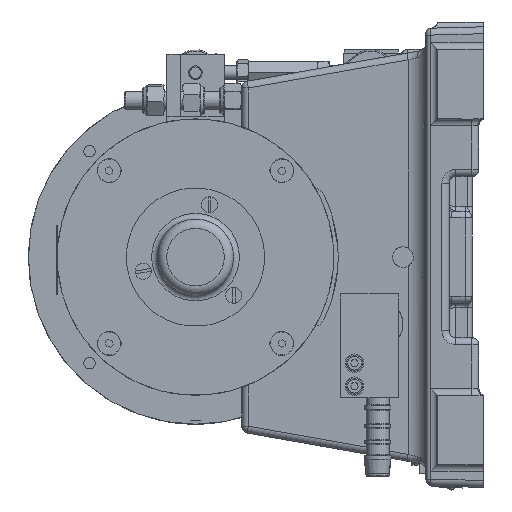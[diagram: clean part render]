
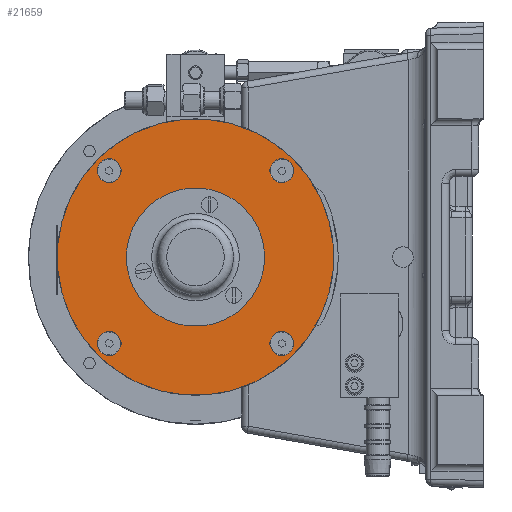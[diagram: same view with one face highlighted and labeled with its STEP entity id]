
A CAD part, left-side view. The second image highlights one B-rep face of the part: STEP entity #21659.
In plain terms, the highlighted planar face has unit normal (-1, 0, 0).
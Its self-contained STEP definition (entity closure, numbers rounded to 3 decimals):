
#5158 = EDGE_LOOP ( 'NONE', ( #12963 ) ) ;
#5160 = EDGE_LOOP ( 'NONE', ( #12962 ) ) ;
#5165 = EDGE_LOOP ( 'NONE', ( #12964 ) ) ;
#5166 = EDGE_LOOP ( 'NONE', ( #12965 ) ) ;
#5168 = EDGE_LOOP ( 'NONE', ( #12966 ) ) ;
#5170 = EDGE_LOOP ( 'NONE', ( #12967 ) ) ;
#5171 = EDGE_LOOP ( 'NONE', ( #12968 ) ) ;
#5173 = EDGE_LOOP ( 'NONE', ( #12969 ) ) ;
#5175 = EDGE_LOOP ( 'NONE', ( #12970 ) ) ;
#10083 = AXIS2_PLACEMENT_3D ( 'NONE', #44504, #44506, #44507 ) ;
#10086 = AXIS2_PLACEMENT_3D ( 'NONE', #44526, #44527, #44529 ) ;
#10089 = AXIS2_PLACEMENT_3D ( 'NONE', #44547, #44549, #44551 ) ;
#10092 = AXIS2_PLACEMENT_3D ( 'NONE', #44569, #44570, #44571 ) ;
#10099 = AXIS2_PLACEMENT_3D ( 'NONE', #44590, #44591, #44592 ) ;
#10100 = AXIS2_PLACEMENT_3D ( 'NONE', #44593, #44594, #44595 ) ;
#10101 = AXIS2_PLACEMENT_3D ( 'NONE', #44596, #44597, #44598 ) ;
#10102 = AXIS2_PLACEMENT_3D ( 'NONE', #44599, #44600, #44601 ) ;
#10103 = AXIS2_PLACEMENT_3D ( 'NONE', #44602, #44603, #44604 ) ;
#10677 = FACE_BOUND ( 'NONE', #5166, .T. ) ;
#10679 = FACE_BOUND ( 'NONE', #5170, .T. ) ;
#10680 = FACE_BOUND ( 'NONE', #5158, .T. ) ;
#10681 = FACE_BOUND ( 'NONE', #5160, .T. ) ;
#10683 = FACE_BOUND ( 'NONE', #5165, .T. ) ;
#10684 = FACE_BOUND ( 'NONE', #5168, .T. ) ;
#10686 = FACE_BOUND ( 'NONE', #5171, .T. ) ;
#10687 = FACE_OUTER_BOUND ( 'NONE', #5173, .T. ) ;
#10688 = FACE_BOUND ( 'NONE', #5175, .T. ) ;
#12962 = ORIENTED_EDGE ( 'NONE', *, *, #76666, .T. ) ;
#12963 = ORIENTED_EDGE ( 'NONE', *, *, #76667, .T. ) ;
#12964 = ORIENTED_EDGE ( 'NONE', *, *, #76668, .T. ) ;
#12965 = ORIENTED_EDGE ( 'NONE', *, *, #76665, .F. ) ;
#12966 = ORIENTED_EDGE ( 'NONE', *, *, #76649, .F. ) ;
#12967 = ORIENTED_EDGE ( 'NONE', *, *, #76652, .F. ) ;
#12968 = ORIENTED_EDGE ( 'NONE', *, *, #76655, .F. ) ;
#12969 = ORIENTED_EDGE ( 'NONE', *, *, #76658, .T. ) ;
#12970 = ORIENTED_EDGE ( 'NONE', *, *, #76669, .F. ) ;
#21659 = ADVANCED_FACE ( 'NONE', ( #10681, #10680, #10683, #10677, #10684, #10679, #10686, #10687, #10688 ), #60194, .T. ) ;
#22292 = CARTESIAN_POINT ( 'NONE',  ( -93., 170.426, -42.426 ) ) ;
#22299 = CARTESIAN_POINT ( 'NONE',  ( -93., 169.154, -41.154 ) ) ;
#22300 = CARTESIAN_POINT ( 'NONE',  ( -93., 148.755, -4.138 ) ) ;
#22301 = CARTESIAN_POINT ( 'NONE',  ( -93., 119.973, 24.644 ) ) ;
#22302 = CARTESIAN_POINT ( 'NONE',  ( -93., 109.438, -14.672 ) ) ;
#22303 = CARTESIAN_POINT ( 'NONE',  ( -93., 137.546, -9.546 ) ) ;
#44504 = CARTESIAN_POINT ( 'NONE',  ( -93., 165.477, 37.477 ) ) ;
#44506 = DIRECTION ( 'NONE',  ( -1., 0., 0. ) ) ;
#44507 = DIRECTION ( 'NONE',  ( 0., 0.707, -0.707 ) ) ;
#44526 = CARTESIAN_POINT ( 'NONE',  ( -93., 90.523, 37.477 ) ) ;
#44527 = DIRECTION ( 'NONE',  ( -1., 0., 0. ) ) ;
#44529 = DIRECTION ( 'NONE',  ( 0., 0.707, -0.707 ) ) ;
#44547 = CARTESIAN_POINT ( 'NONE',  ( -93., 90.523, -37.477 ) ) ;
#44549 = DIRECTION ( 'NONE',  ( -1., 0., 0. ) ) ;
#44551 = DIRECTION ( 'NONE',  ( 0., 0.707, -0.707 ) ) ;
#44569 = CARTESIAN_POINT ( 'NONE',  ( -93., 128., 0. ) ) ;
#44570 = DIRECTION ( 'NONE',  ( -1., 0., 0. ) ) ;
#44571 = DIRECTION ( 'NONE',  ( 0., 0.707, -0.707 ) ) ;
#44590 = CARTESIAN_POINT ( 'NONE',  ( -93., 165.477, -37.477 ) ) ;
#44591 = DIRECTION ( 'NONE',  ( -1., 0., 0. ) ) ;
#44592 = DIRECTION ( 'NONE',  ( 0., 0.707, -0.707 ) ) ;
#44593 = CARTESIAN_POINT ( 'NONE',  ( -93., 150.699, -6.082 ) ) ;
#44594 = DIRECTION ( 'NONE',  ( 1., 0., 0. ) ) ;
#44595 = DIRECTION ( 'NONE',  ( 0., -0.707, 0.707 ) ) ;
#44596 = CARTESIAN_POINT ( 'NONE',  ( -93., 121.918, 22.699 ) ) ;
#44597 = DIRECTION ( 'NONE',  ( 1., 0., 0. ) ) ;
#44598 = DIRECTION ( 'NONE',  ( 0., -0.707, 0.707 ) ) ;
#44599 = CARTESIAN_POINT ( 'NONE',  ( -93., 111.383, -16.617 ) ) ;
#44600 = DIRECTION ( 'NONE',  ( 1., 0., 0. ) ) ;
#44601 = DIRECTION ( 'NONE',  ( 0., -0.707, 0.707 ) ) ;
#44602 = CARTESIAN_POINT ( 'NONE',  ( -93., 128., 0. ) ) ;
#44603 = DIRECTION ( 'NONE',  ( -1., 0., 0. ) ) ;
#44604 = DIRECTION ( 'NONE',  ( 0., 0.707, -0.707 ) ) ;
#53861 = CARTESIAN_POINT ( 'NONE',  ( -93., 169.154, 33.8 ) ) ;
#53864 = CARTESIAN_POINT ( 'NONE',  ( -93., 94.2, 33.8 ) ) ;
#53867 = CARTESIAN_POINT ( 'NONE',  ( -93., 94.2, -41.154 ) ) ;
#60181 = DIRECTION ( 'NONE',  ( -1., 0., 0. ) ) ;
#60186 = CARTESIAN_POINT ( 'NONE',  ( -93., 128., 0. ) ) ;
#60194 = PLANE ( 'NONE',  #72837 ) ;
#60197 = DIRECTION ( 'NONE',  ( 0., 0.707, -0.707 ) ) ;
#61615 = VERTEX_POINT ( 'NONE', #53861 ) ;
#61618 = VERTEX_POINT ( 'NONE', #53864 ) ;
#61621 = VERTEX_POINT ( 'NONE', #53867 ) ;
#61624 = VERTEX_POINT ( 'NONE', #22292 ) ;
#61631 = VERTEX_POINT ( 'NONE', #22299 ) ;
#61632 = VERTEX_POINT ( 'NONE', #22300 ) ;
#61633 = VERTEX_POINT ( 'NONE', #22301 ) ;
#61634 = VERTEX_POINT ( 'NONE', #22302 ) ;
#61635 = VERTEX_POINT ( 'NONE', #22303 ) ;
#71910 = CIRCLE ( 'NONE', #10083, 5.2 ) ;
#71916 = CIRCLE ( 'NONE', #10086, 5.2 ) ;
#71922 = CIRCLE ( 'NONE', #10089, 5.2 ) ;
#71926 = CIRCLE ( 'NONE', #10092, 60. ) ;
#71941 = CIRCLE ( 'NONE', #10099, 5.2 ) ;
#71944 = CIRCLE ( 'NONE', #10100, 2.75 ) ;
#71947 = CIRCLE ( 'NONE', #10101, 2.75 ) ;
#71950 = CIRCLE ( 'NONE', #10102, 2.75 ) ;
#71953 = CIRCLE ( 'NONE', #10103, 13.5 ) ;
#72837 = AXIS2_PLACEMENT_3D ( 'NONE', #60186, #60181, #60197 ) ;
#76649 = EDGE_CURVE ( 'NONE', #61615, #61615, #71910, .T. ) ;
#76652 = EDGE_CURVE ( 'NONE', #61618, #61618, #71916, .T. ) ;
#76655 = EDGE_CURVE ( 'NONE', #61621, #61621, #71922, .T. ) ;
#76658 = EDGE_CURVE ( 'NONE', #61624, #61624, #71926, .T. ) ;
#76665 = EDGE_CURVE ( 'NONE', #61631, #61631, #71941, .T. ) ;
#76666 = EDGE_CURVE ( 'NONE', #61632, #61632, #71944, .T. ) ;
#76667 = EDGE_CURVE ( 'NONE', #61633, #61633, #71947, .T. ) ;
#76668 = EDGE_CURVE ( 'NONE', #61634, #61634, #71950, .T. ) ;
#76669 = EDGE_CURVE ( 'NONE', #61635, #61635, #71953, .T. ) ;
